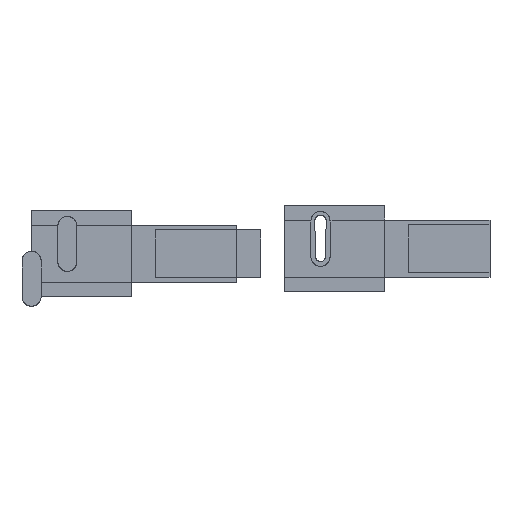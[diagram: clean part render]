
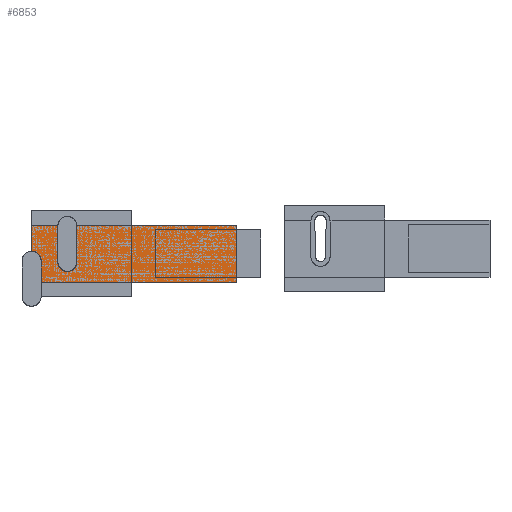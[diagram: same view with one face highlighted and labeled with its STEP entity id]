
A CAD part, top view. The second image highlights one B-rep face of the part: STEP entity #6853.
In plain terms, the highlighted planar face has unit normal (0, 0, 1).
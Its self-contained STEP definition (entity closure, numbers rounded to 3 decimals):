
#6724 = VERTEX_POINT('',#6725);
#6725 = CARTESIAN_POINT('',(0.,0.,4.5));
#6740 = VERTEX_POINT('',#6741);
#6741 = CARTESIAN_POINT('',(0.,12.,4.5));
#6747 = EDGE_CURVE('',#6724,#6740,#6748,.T.);
#6748 = LINE('',#6749,#6750);
#6749 = CARTESIAN_POINT('',(0.,0.,4.5));
#6750 = VECTOR('',#6751,1.);
#6751 = DIRECTION('',(-0.,1.,0.));
#6764 = VERTEX_POINT('',#6765);
#6765 = CARTESIAN_POINT('',(43.,0.,4.5));
#6780 = VERTEX_POINT('',#6781);
#6781 = CARTESIAN_POINT('',(43.,12.,4.5));
#6787 = EDGE_CURVE('',#6764,#6780,#6788,.T.);
#6788 = LINE('',#6789,#6790);
#6789 = CARTESIAN_POINT('',(43.,0.,4.5));
#6790 = VECTOR('',#6791,1.);
#6791 = DIRECTION('',(-0.,1.,0.));
#6808 = EDGE_CURVE('',#6724,#6764,#6809,.T.);
#6809 = LINE('',#6810,#6811);
#6810 = CARTESIAN_POINT('',(0.,0.,4.5));
#6811 = VECTOR('',#6812,1.);
#6812 = DIRECTION('',(1.,0.,-0.));
#6830 = EDGE_CURVE('',#6740,#6780,#6831,.T.);
#6831 = LINE('',#6832,#6833);
#6832 = CARTESIAN_POINT('',(0.,12.,4.5));
#6833 = VECTOR('',#6834,1.);
#6834 = DIRECTION('',(1.,0.,-0.));
#6853 = ADVANCED_FACE('',(#6854),#6860,.T.);
#6854 = FACE_BOUND('',#6855,.T.);
#6855 = EDGE_LOOP('',(#6856,#6857,#6858,#6859));
#6856 = ORIENTED_EDGE('',*,*,#6747,.F.);
#6857 = ORIENTED_EDGE('',*,*,#6808,.T.);
#6858 = ORIENTED_EDGE('',*,*,#6787,.T.);
#6859 = ORIENTED_EDGE('',*,*,#6830,.F.);
#6860 = PLANE('',#6861);
#6861 = AXIS2_PLACEMENT_3D('',#6862,#6863,#6864);
#6862 = CARTESIAN_POINT('',(0.,0.,4.5));
#6863 = DIRECTION('',(0.,0.,1.));
#6864 = DIRECTION('',(1.,0.,-0.));
